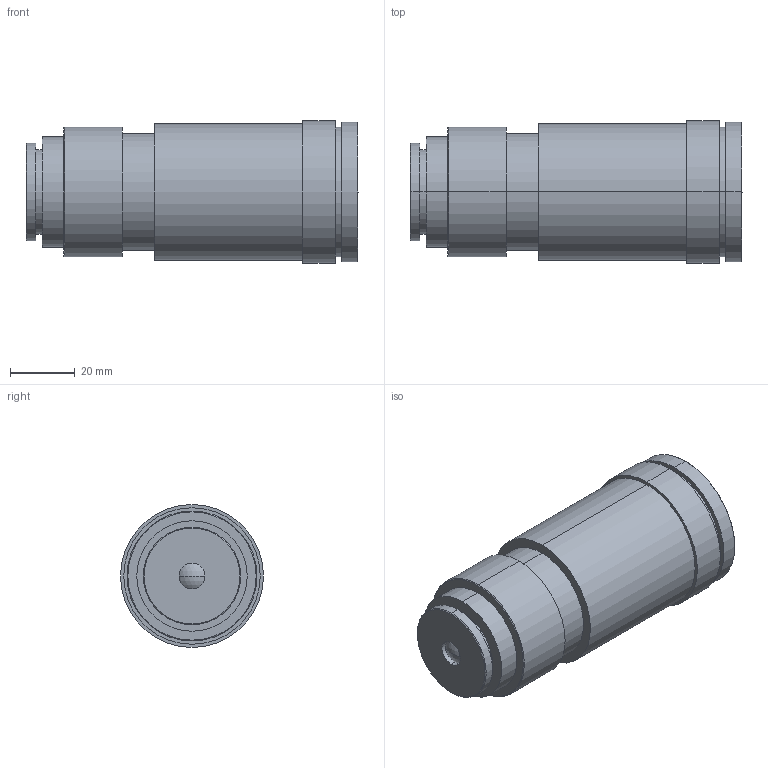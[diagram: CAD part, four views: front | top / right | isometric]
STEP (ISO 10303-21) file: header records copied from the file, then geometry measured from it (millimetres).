
FILE_DESCRIPTION (( 'STEP AP214' ), '1' );
FILE_NAME ('450016.STEP', '2025-10-27T08:58:39', ( '' ), ( '' ), 'SwSTEP 2.0', 'SolidWorks 2020', '' );
FILE_SCHEMA (( 'AUTOMOTIVE_DESIGN' ));
Length unit declared in the file: millimetre
Products named in the file (1): 450016
Bounding box: 102.19 x 44 x 44 mm (x, y, z)
Volume: 94372.4 mm3; surface area: 24308.8 mm2
Topology: 1 solids, 2 shells, 49 faces, 98 edges, 64 vertices
Faces by surface type: cylinder 26, plane 13, cone 6, sphere 4
Entity records: 1338 total; most frequent: DIRECTION 264, CARTESIAN_POINT 212, ORIENTED_EDGE 196, AXIS2_PLACEMENT_3D 116, EDGE_CURVE 98, CIRCLE 66, VERTEX_POINT 64, EDGE_LOOP 60
